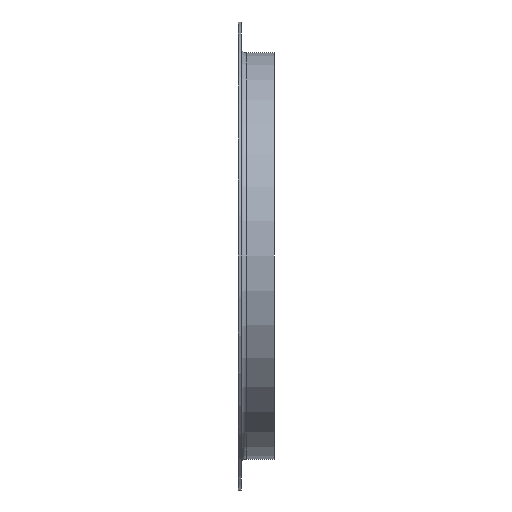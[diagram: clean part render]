
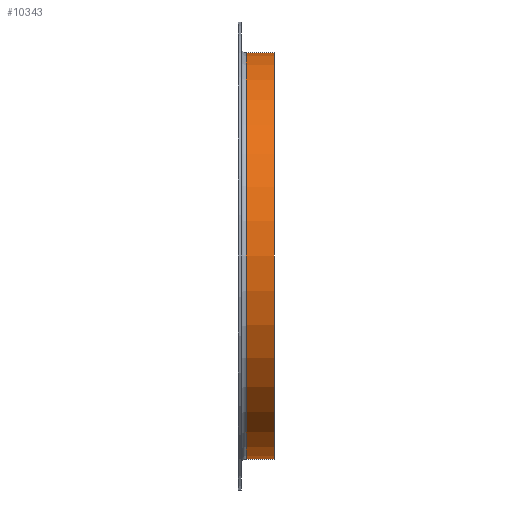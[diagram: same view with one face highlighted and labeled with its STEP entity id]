
A CAD part, front view. The second image highlights one B-rep face of the part: STEP entity #10343.
In plain terms, the highlighted cylindrical face has radius 254 mm (diameter 508 mm), a full revolution.
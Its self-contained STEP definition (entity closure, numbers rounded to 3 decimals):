
#185 = CYLINDRICAL_SURFACE ( 'NONE', #9428, 254. ) ;
#268 = CARTESIAN_POINT ( 'NONE',  ( 0., 0., 0. ) ) ;
#1456 = DIRECTION ( 'NONE',  ( 0., 0., 1. ) ) ;
#2751 = FACE_OUTER_BOUND ( 'NONE', #15333, .T. ) ;
#3023 = EDGE_CURVE ( 'NONE', #14090, #14090, #7370, .T. ) ;
#5258 = CARTESIAN_POINT ( 'NONE',  ( 45., 0., 0. ) ) ;
#5348 = CARTESIAN_POINT ( 'NONE',  ( 10., 0., 254. ) ) ;
#6086 = ORIENTED_EDGE ( 'NONE', *, *, #8306, .F. ) ;
#6310 = ORIENTED_EDGE ( 'NONE', *, *, #3023, .T. ) ;
#6867 = AXIS2_PLACEMENT_3D ( 'NONE', #15172, #13959, #11589 ) ;
#7370 = CIRCLE ( 'NONE', #15414, 254. ) ;
#7587 = FACE_OUTER_BOUND ( 'NONE', #11313, .T. ) ;
#7683 = DIRECTION ( 'NONE',  ( -1., 0., 0. ) ) ;
#8306 = EDGE_CURVE ( 'NONE', #9229, #9229, #11250, .T. ) ;
#9229 = VERTEX_POINT ( 'NONE', #5348 ) ;
#9428 = AXIS2_PLACEMENT_3D ( 'NONE', #268, #7683, #1456 ) ;
#10343 = ADVANCED_FACE ( 'NONE', ( #7587, #2751 ), #185, .T. ) ;
#10362 = DIRECTION ( 'NONE',  ( 0., 0., 1. ) ) ;
#11250 = CIRCLE ( 'NONE', #6867, 254. ) ;
#11313 = EDGE_LOOP ( 'NONE', ( #6086 ) ) ;
#11589 = DIRECTION ( 'NONE',  ( 0., 0., 1. ) ) ;
#13959 = DIRECTION ( 'NONE',  ( -1., 0., 0. ) ) ;
#14085 = DIRECTION ( 'NONE',  ( -1., 0., 0. ) ) ;
#14090 = VERTEX_POINT ( 'NONE', #15237 ) ;
#15172 = CARTESIAN_POINT ( 'NONE',  ( 10., 0., 0. ) ) ;
#15237 = CARTESIAN_POINT ( 'NONE',  ( 45., 0., 254. ) ) ;
#15333 = EDGE_LOOP ( 'NONE', ( #6310 ) ) ;
#15414 = AXIS2_PLACEMENT_3D ( 'NONE', #5258, #14085, #10362 ) ;
